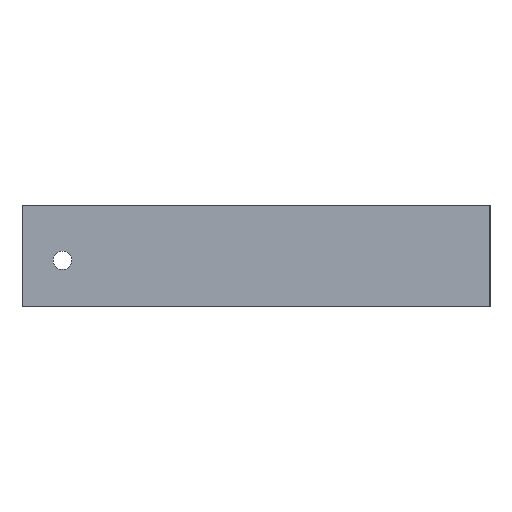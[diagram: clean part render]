
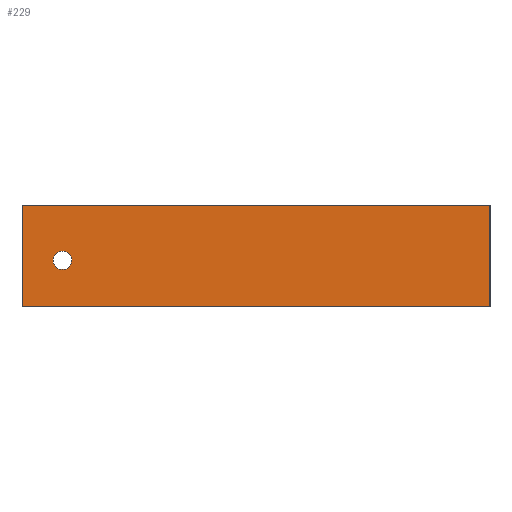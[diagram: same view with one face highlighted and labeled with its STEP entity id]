
A CAD part, left-side view. The second image highlights one B-rep face of the part: STEP entity #229.
In plain terms, the highlighted planar face has unit normal (-1, 0, 0).
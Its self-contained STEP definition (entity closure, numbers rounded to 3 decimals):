
#21 = EDGE_CURVE('',#22,#24,#26,.T.);
#22 = VERTEX_POINT('',#23);
#23 = CARTESIAN_POINT('',(0.,0.,0.));
#24 = VERTEX_POINT('',#25);
#25 = CARTESIAN_POINT('',(0.,0.,35.));
#26 = SURFACE_CURVE('',#27,(#31,#43),.PCURVE_S1.);
#27 = LINE('',#28,#29);
#28 = CARTESIAN_POINT('',(0.,0.,0.));
#29 = VECTOR('',#30,1.);
#30 = DIRECTION('',(0.,0.,1.));
#31 = PCURVE('',#32,#37);
#32 = PLANE('',#33);
#33 = AXIS2_PLACEMENT_3D('',#34,#35,#36);
#34 = CARTESIAN_POINT('',(0.,0.,0.));
#35 = DIRECTION('',(0.,1.,0.));
#36 = DIRECTION('',(1.,0.,0.));
#37 = DEFINITIONAL_REPRESENTATION('',(#38),#42);
#38 = LINE('',#39,#40);
#39 = CARTESIAN_POINT('',(0.,0.));
#40 = VECTOR('',#41,1.);
#41 = DIRECTION('',(0.,-1.));
#42 = ( GEOMETRIC_REPRESENTATION_CONTEXT(2) 
PARAMETRIC_REPRESENTATION_CONTEXT() REPRESENTATION_CONTEXT('2D SPACE',''
  ) );
#43 = PCURVE('',#44,#49);
#44 = PLANE('',#45);
#45 = AXIS2_PLACEMENT_3D('',#46,#47,#48);
#46 = CARTESIAN_POINT('',(0.,162.,0.));
#47 = DIRECTION('',(1.,0.,0.));
#48 = DIRECTION('',(0.,-1.,0.));
#49 = DEFINITIONAL_REPRESENTATION('',(#50),#54);
#50 = LINE('',#51,#52);
#51 = CARTESIAN_POINT('',(162.,0.));
#52 = VECTOR('',#53,1.);
#53 = DIRECTION('',(0.,-1.));
#54 = ( GEOMETRIC_REPRESENTATION_CONTEXT(2) 
PARAMETRIC_REPRESENTATION_CONTEXT() REPRESENTATION_CONTEXT('2D SPACE',''
  ) );
#72 = PLANE('',#73);
#73 = AXIS2_PLACEMENT_3D('',#74,#75,#76);
#74 = CARTESIAN_POINT('',(112.,49.059,35.));
#75 = DIRECTION('',(0.,0.,1.));
#76 = DIRECTION('',(1.,0.,0.));
#126 = PLANE('',#127);
#127 = AXIS2_PLACEMENT_3D('',#128,#129,#130);
#128 = CARTESIAN_POINT('',(112.,49.059,0.));
#129 = DIRECTION('',(0.,0.,1.));
#130 = DIRECTION('',(1.,0.,0.));
#229 = ADVANCED_FACE('',(#230,#305),#44,.F.);
#230 = FACE_BOUND('',#231,.F.);
#231 = EDGE_LOOP('',(#232,#262,#283,#284));
#232 = ORIENTED_EDGE('',*,*,#233,.T.);
#233 = EDGE_CURVE('',#234,#236,#238,.T.);
#234 = VERTEX_POINT('',#235);
#235 = CARTESIAN_POINT('',(0.,162.,0.));
#236 = VERTEX_POINT('',#237);
#237 = CARTESIAN_POINT('',(0.,162.,35.));
#238 = SURFACE_CURVE('',#239,(#243,#250),.PCURVE_S1.);
#239 = LINE('',#240,#241);
#240 = CARTESIAN_POINT('',(0.,162.,0.));
#241 = VECTOR('',#242,1.);
#242 = DIRECTION('',(0.,0.,1.));
#243 = PCURVE('',#44,#244);
#244 = DEFINITIONAL_REPRESENTATION('',(#245),#249);
#245 = LINE('',#246,#247);
#246 = CARTESIAN_POINT('',(0.,0.));
#247 = VECTOR('',#248,1.);
#248 = DIRECTION('',(0.,-1.));
#249 = ( GEOMETRIC_REPRESENTATION_CONTEXT(2) 
PARAMETRIC_REPRESENTATION_CONTEXT() REPRESENTATION_CONTEXT('2D SPACE',''
  ) );
#250 = PCURVE('',#251,#256);
#251 = PLANE('',#252);
#252 = AXIS2_PLACEMENT_3D('',#253,#254,#255);
#253 = CARTESIAN_POINT('',(2.,162.,0.));
#254 = DIRECTION('',(0.,-1.,0.));
#255 = DIRECTION('',(-1.,0.,0.));
#256 = DEFINITIONAL_REPRESENTATION('',(#257),#261);
#257 = LINE('',#258,#259);
#258 = CARTESIAN_POINT('',(2.,0.));
#259 = VECTOR('',#260,1.);
#260 = DIRECTION('',(0.,-1.));
#261 = ( GEOMETRIC_REPRESENTATION_CONTEXT(2) 
PARAMETRIC_REPRESENTATION_CONTEXT() REPRESENTATION_CONTEXT('2D SPACE',''
  ) );
#262 = ORIENTED_EDGE('',*,*,#263,.T.);
#263 = EDGE_CURVE('',#236,#24,#264,.T.);
#264 = SURFACE_CURVE('',#265,(#269,#276),.PCURVE_S1.);
#265 = LINE('',#266,#267);
#266 = CARTESIAN_POINT('',(0.,162.,35.));
#267 = VECTOR('',#268,1.);
#268 = DIRECTION('',(0.,-1.,0.));
#269 = PCURVE('',#44,#270);
#270 = DEFINITIONAL_REPRESENTATION('',(#271),#275);
#271 = LINE('',#272,#273);
#272 = CARTESIAN_POINT('',(0.,-35.));
#273 = VECTOR('',#274,1.);
#274 = DIRECTION('',(1.,0.));
#275 = ( GEOMETRIC_REPRESENTATION_CONTEXT(2) 
PARAMETRIC_REPRESENTATION_CONTEXT() REPRESENTATION_CONTEXT('2D SPACE',''
  ) );
#276 = PCURVE('',#72,#277);
#277 = DEFINITIONAL_REPRESENTATION('',(#278),#282);
#278 = LINE('',#279,#280);
#279 = CARTESIAN_POINT('',(-112.,112.941));
#280 = VECTOR('',#281,1.);
#281 = DIRECTION('',(0.,-1.));
#282 = ( GEOMETRIC_REPRESENTATION_CONTEXT(2) 
PARAMETRIC_REPRESENTATION_CONTEXT() REPRESENTATION_CONTEXT('2D SPACE',''
  ) );
#283 = ORIENTED_EDGE('',*,*,#21,.F.);
#284 = ORIENTED_EDGE('',*,*,#285,.F.);
#285 = EDGE_CURVE('',#234,#22,#286,.T.);
#286 = SURFACE_CURVE('',#287,(#291,#298),.PCURVE_S1.);
#287 = LINE('',#288,#289);
#288 = CARTESIAN_POINT('',(0.,162.,0.));
#289 = VECTOR('',#290,1.);
#290 = DIRECTION('',(0.,-1.,0.));
#291 = PCURVE('',#44,#292);
#292 = DEFINITIONAL_REPRESENTATION('',(#293),#297);
#293 = LINE('',#294,#295);
#294 = CARTESIAN_POINT('',(0.,0.));
#295 = VECTOR('',#296,1.);
#296 = DIRECTION('',(1.,0.));
#297 = ( GEOMETRIC_REPRESENTATION_CONTEXT(2) 
PARAMETRIC_REPRESENTATION_CONTEXT() REPRESENTATION_CONTEXT('2D SPACE',''
  ) );
#298 = PCURVE('',#126,#299);
#299 = DEFINITIONAL_REPRESENTATION('',(#300),#304);
#300 = LINE('',#301,#302);
#301 = CARTESIAN_POINT('',(-112.,112.941));
#302 = VECTOR('',#303,1.);
#303 = DIRECTION('',(0.,-1.));
#304 = ( GEOMETRIC_REPRESENTATION_CONTEXT(2) 
PARAMETRIC_REPRESENTATION_CONTEXT() REPRESENTATION_CONTEXT('2D SPACE',''
  ) );
#305 = FACE_BOUND('',#306,.F.);
#306 = EDGE_LOOP('',(#307));
#307 = ORIENTED_EDGE('',*,*,#308,.T.);
#308 = EDGE_CURVE('',#309,#309,#311,.T.);
#309 = VERTEX_POINT('',#310);
#310 = CARTESIAN_POINT('',(0.,151.2,16.));
#311 = SURFACE_CURVE('',#312,(#317,#328),.PCURVE_S1.);
#312 = CIRCLE('',#313,3.2);
#313 = AXIS2_PLACEMENT_3D('',#314,#315,#316);
#314 = CARTESIAN_POINT('',(0.,148.,16.));
#315 = DIRECTION('',(-1.,0.,0.));
#316 = DIRECTION('',(0.,1.,0.));
#317 = PCURVE('',#44,#318);
#318 = DEFINITIONAL_REPRESENTATION('',(#319),#327);
#319 = ( BOUNDED_CURVE() B_SPLINE_CURVE(2,(#320,#321,#322,#323,#324,#325
,#326),.UNSPECIFIED.,.T.,.F.) B_SPLINE_CURVE_WITH_KNOTS((1,2,2,2,2,1),(
    -2.094,0.,2.094,4.189,6.283,
8.378),.UNSPECIFIED.) CURVE() GEOMETRIC_REPRESENTATION_ITEM() 
RATIONAL_B_SPLINE_CURVE((1.,0.5,1.,0.5,1.,0.5,1.)) REPRESENTATION_ITEM(
  '') );
#320 = CARTESIAN_POINT('',(10.8,-16.));
#321 = CARTESIAN_POINT('',(10.8,-10.457));
#322 = CARTESIAN_POINT('',(15.6,-13.229));
#323 = CARTESIAN_POINT('',(20.4,-16.));
#324 = CARTESIAN_POINT('',(15.6,-18.771));
#325 = CARTESIAN_POINT('',(10.8,-21.543));
#326 = CARTESIAN_POINT('',(10.8,-16.));
#327 = ( GEOMETRIC_REPRESENTATION_CONTEXT(2) 
PARAMETRIC_REPRESENTATION_CONTEXT() REPRESENTATION_CONTEXT('2D SPACE',''
  ) );
#328 = PCURVE('',#329,#334);
#329 = CYLINDRICAL_SURFACE('',#330,3.2);
#330 = AXIS2_PLACEMENT_3D('',#331,#332,#333);
#331 = CARTESIAN_POINT('',(-16.,148.,16.));
#332 = DIRECTION('',(-1.,0.,0.));
#333 = DIRECTION('',(0.,1.,0.));
#334 = DEFINITIONAL_REPRESENTATION('',(#335),#339);
#335 = LINE('',#336,#337);
#336 = CARTESIAN_POINT('',(-6.283,-16.));
#337 = VECTOR('',#338,1.);
#338 = DIRECTION('',(1.,-0.));
#339 = ( GEOMETRIC_REPRESENTATION_CONTEXT(2) 
PARAMETRIC_REPRESENTATION_CONTEXT() REPRESENTATION_CONTEXT('2D SPACE',''
  ) );
